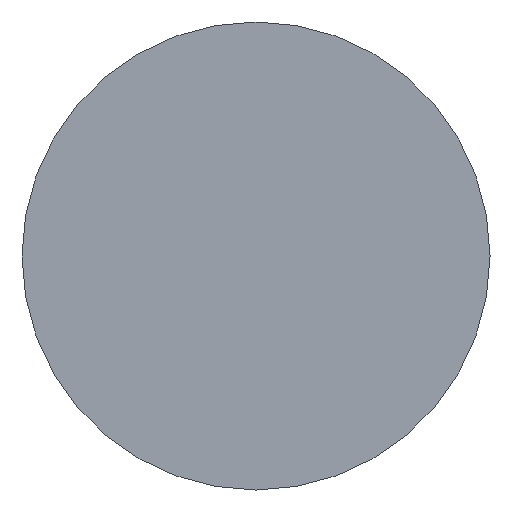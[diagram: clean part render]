
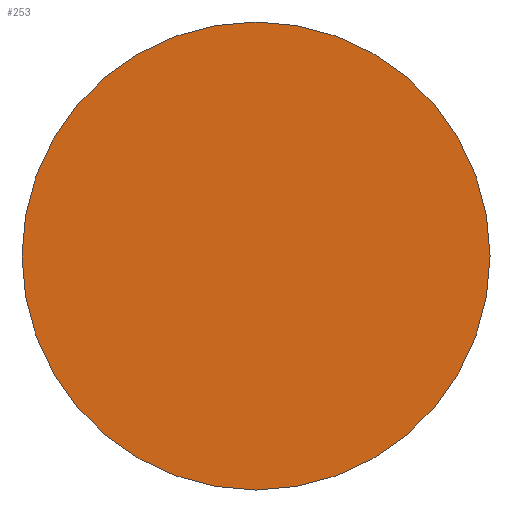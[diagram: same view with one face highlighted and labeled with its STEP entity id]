
A CAD part, front view. The second image highlights one B-rep face of the part: STEP entity #253.
In plain terms, the highlighted planar face has unit normal (0, -1, 0).
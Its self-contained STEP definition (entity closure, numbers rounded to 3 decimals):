
#159=VERTEX_POINT('',#341);
#183=EDGE_CURVE('',#203,#159,#369,.T.);
#203=VERTEX_POINT('',#393);
#249=EDGE_CURVE('',#159,#203,#443,.T.);
#253=ADVANCED_FACE('',(#449),#450,.T.);
#341=CARTESIAN_POINT('',(10.0,-15.0,0.));
#369=CIRCLE('',#583,10.0);
#393=CARTESIAN_POINT('',(-10.0,-15.0,0.));
#443=CIRCLE('',#674,10.0);
#449=FACE_OUTER_BOUND('',#680,.T.);
#450=PLANE('',#681);
#583=AXIS2_PLACEMENT_3D('',#805,#806,#807);
#674=AXIS2_PLACEMENT_3D('',#898,#899,#900);
#680=EDGE_LOOP('',(#910,#911));
#681=AXIS2_PLACEMENT_3D('',#912,#913,#914);
#805=CARTESIAN_POINT('',(0.0,-15.0,0.));
#806=DIRECTION('',(0.0,-1.0,0.));
#807=DIRECTION('',(1.0,0.0,0.0));
#898=CARTESIAN_POINT('',(0.0,-15.0,0.));
#899=DIRECTION('',(0.0,-1.0,0.));
#900=DIRECTION('',(1.0,0.0,0.0));
#910=ORIENTED_EDGE('',*,*,#249,.T.);
#911=ORIENTED_EDGE('',*,*,#183,.T.);
#912=CARTESIAN_POINT('',(0.0,-15.0,0.));
#913=DIRECTION('',(0.0,-1.0,0.));
#914=DIRECTION('',(1.0,0.0,0.0));
